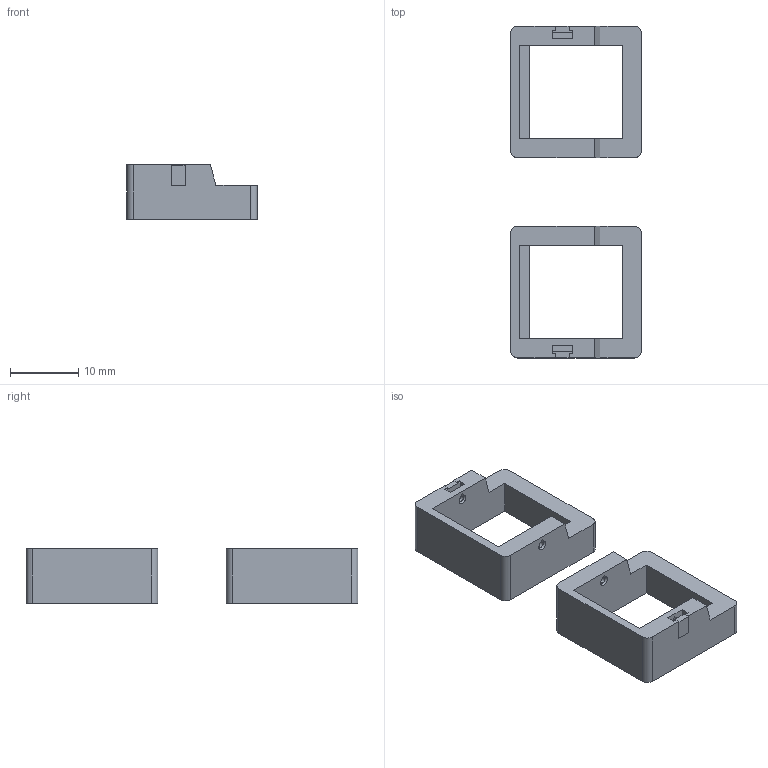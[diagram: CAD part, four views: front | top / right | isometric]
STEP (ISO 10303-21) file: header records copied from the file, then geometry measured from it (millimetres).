
FILE_DESCRIPTION(/* description */ (''),/* implementation_level */ '2;1');
FILE_NAME(/* name */ 'choc_base_thicc.step',/* time_stamp */ '2024-09-17T15:05:11-07:00',/* author */ (''),/* organization */ (''),/* preprocessor_version */ 'ST-DEVELOPER v20',/* originating_system */ 'Autodesk Translation Framework v13.14.0.145',/* authorisation */ '');
FILE_SCHEMA (('AUTOMOTIVE_DESIGN { 1 0 10303 214 3 1 1 }'));
Length unit declared in the file: millimetre
Products named in the file (2): lever_keycaps; choc_base_thicc
Assembly tree (1 placements, depth 2):
  lever_keycaps
    choc_base_thicc
Bounding box: 19.12 x 48.64 x 8 mm (x, y, z)
Volume: 1914 mm3; surface area: 3687 mm2
Topology: 4 solids, 4 shells, 130 faces, 336 edges, 216 vertices
Faces by surface type: plane 110, cylinder 12, cone 8
Entity records: 3954 total; most frequent: CARTESIAN_POINT 685, ORIENTED_EDGE 672, DIRECTION 634, EDGE_CURVE 336, LINE 304, VECTOR 304, VERTEX_POINT 216, AXIS2_PLACEMENT_3D 165
